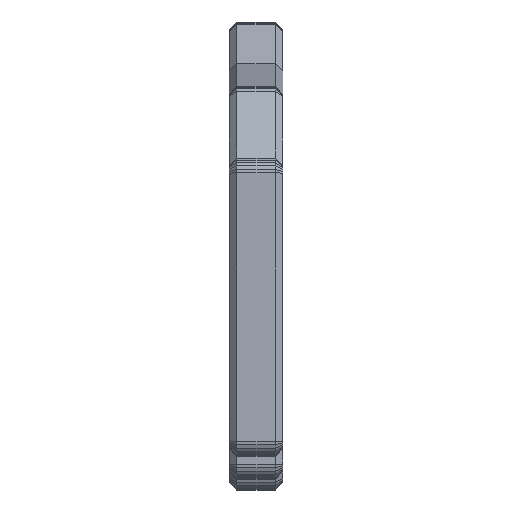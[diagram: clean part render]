
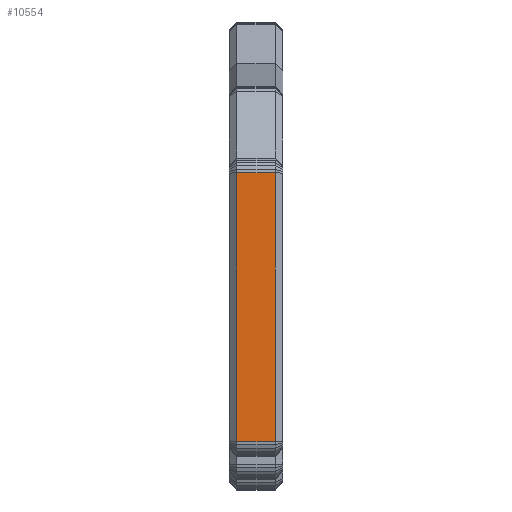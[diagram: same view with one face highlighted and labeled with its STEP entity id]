
A CAD part, left-side view. The second image highlights one B-rep face of the part: STEP entity #10554.
In plain terms, the highlighted planar face has unit normal (-1, 0, 0).
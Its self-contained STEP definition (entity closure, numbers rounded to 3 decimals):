
#852=FACE_OUTER_BOUND('',#1452,.T.);
#1452=EDGE_LOOP('',(#9055,#9056,#9057,#9058));
#2528=LINE('',#16718,#3816);
#2711=LINE('',#17082,#3999);
#2713=LINE('',#17086,#4001);
#2714=LINE('',#17087,#4002);
#3816=VECTOR('',#13641,10.);
#3999=VECTOR('',#13972,10.);
#4001=VECTOR('',#13976,10.);
#4002=VECTOR('',#13977,10.);
#4951=VERTEX_POINT('',#16710);
#4953=VERTEX_POINT('',#16716);
#5060=VERTEX_POINT('',#17081);
#5061=VERTEX_POINT('',#17085);
#6297=EDGE_CURVE('',#4953,#4951,#2528,.T.);
#6480=EDGE_CURVE('',#4951,#5060,#2711,.T.);
#6482=EDGE_CURVE('',#4953,#5061,#2713,.T.);
#6483=EDGE_CURVE('',#5060,#5061,#2714,.T.);
#9055=ORIENTED_EDGE('',*,*,#6297,.F.);
#9056=ORIENTED_EDGE('',*,*,#6482,.T.);
#9057=ORIENTED_EDGE('',*,*,#6483,.F.);
#9058=ORIENTED_EDGE('',*,*,#6480,.F.);
#9998=PLANE('',#11342);
#10554=ADVANCED_FACE('',(#852),#9998,.T.);
#11342=AXIS2_PLACEMENT_3D('',#17084,#13974,#13975);
#13641=DIRECTION('',(0.,0.,-1.));
#13972=DIRECTION('',(0.,1.,0.));
#13974=DIRECTION('center_axis',(-1.,0.,0.));
#13975=DIRECTION('ref_axis',(0.,0.,1.));
#13976=DIRECTION('',(0.,1.,0.));
#13977=DIRECTION('',(0.,0.,1.));
#16710=CARTESIAN_POINT('',(-117.8,3.08,0.623));
#16716=CARTESIAN_POINT('',(-117.8,3.08,56.227));
#16718=CARTESIAN_POINT('',(-117.8,3.08,19.811));
#17081=CARTESIAN_POINT('',(-117.8,11.08,0.623));
#17082=CARTESIAN_POINT('',(-117.8,1.58,0.623));
#17084=CARTESIAN_POINT('Origin',(-117.8,1.58,0.623));
#17085=CARTESIAN_POINT('',(-117.8,11.08,56.227));
#17086=CARTESIAN_POINT('',(-117.8,1.58,56.227));
#17087=CARTESIAN_POINT('',(-117.8,11.08,19.811));
